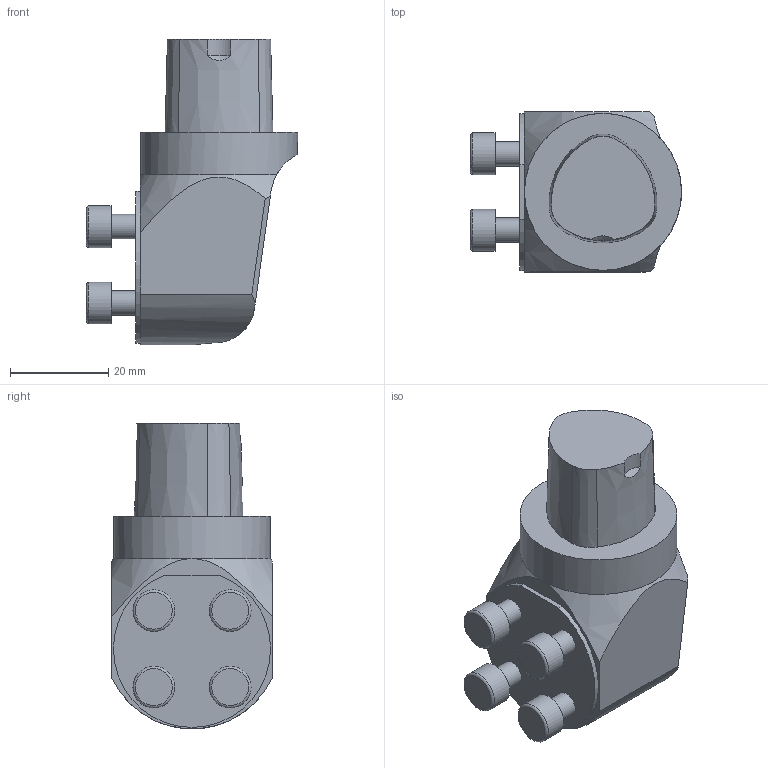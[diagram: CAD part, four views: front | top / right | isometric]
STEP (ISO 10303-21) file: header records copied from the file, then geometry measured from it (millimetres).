
FILE_DESCRIPTION(/* description */ (''),/* implementation_level */ '2;1');
FILE_NAME(/* name */ '1524128086097.stp',/* time_stamp */ '2018-04-19T10:54:55+02:00',/* author */ (''),/* organization */ ('SMS'),/* preprocessor_version */ 'ST-DEVELOPER v15',/* originating_system */ 'SIEMENS PLM Software NX 8.5',/* authorisation */ '');
FILE_SCHEMA (('AUTOMOTIVE_DESIGN { 1 0 10303 214 3 1 1 1 }'));
Length unit declared in the file: millimetre
Products named in the file (1): 201575577mod000_00
Bounding box: 43 x 32.6 x 62.3 mm (x, y, z)
Volume: 41000.5 mm3; surface area: 8288.7 mm2
Topology: 1 solids, 1 shells, 46 faces, 104 edges, 73 vertices
Faces by surface type: plane 19, cylinder 14, cone 9, torus 4
Full cylindrical faces by diameter (mm): 5 x4, 8.5 x4, 32 x1
Entity records: 1312 total; most frequent: CARTESIAN_POINT 294, DIRECTION 217, ORIENTED_EDGE 166, AXIS2_PLACEMENT_3D 98, EDGE_CURVE 83, EDGE_LOOP 69, VERTEX_POINT 62, ADVANCED_FACE 46
